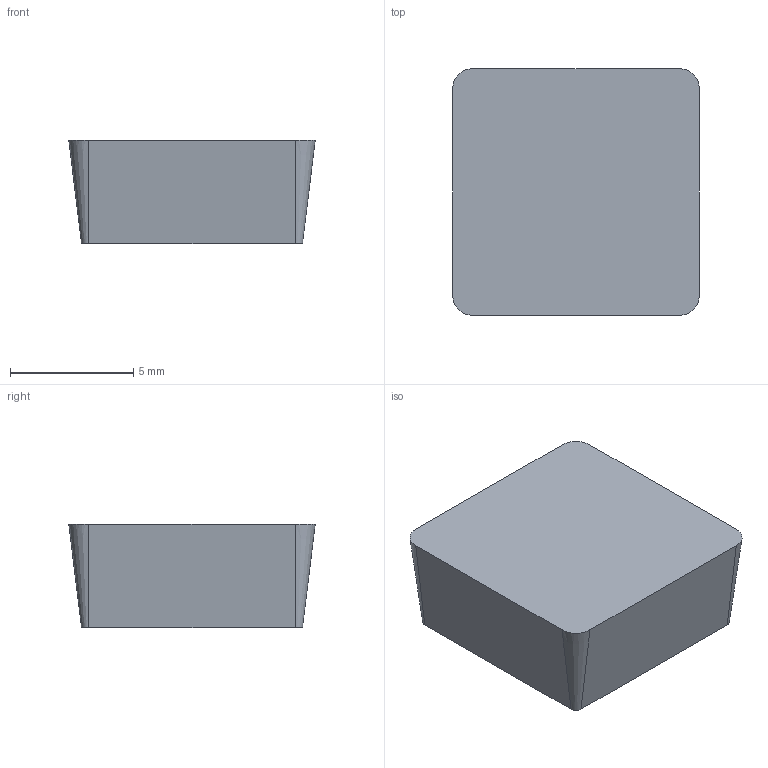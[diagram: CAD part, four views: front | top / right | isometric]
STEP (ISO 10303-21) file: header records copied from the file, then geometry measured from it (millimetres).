
FILE_DESCRIPTION(('no description'),'unknown implementation level');
FILE_NAME('solidgNCrmGSEL1wUjxbLgvPH4c_H_Yg_1.STP',' ',('CIMSOURCE GmbH'),('CADClick - KiM GmbH - www.kimweb.de'),'unknown preprocess','ACIS','unknown authorization');
FILE_SCHEMA(('automotive_design'));
Length unit declared in the file: millimetre
Products named in the file (1): 1
Bounding box: 10 x 10 x 4.2 mm (x, y, z)
Volume: 377 mm3; surface area: 336.4 mm2
Topology: 1 solids, 1 shells, 10 faces, 24 edges, 16 vertices
Faces by surface type: plane 6, cone 4
Entity records: 610 total; most frequent: DIRECTION 58, CARTESIAN_POINT 53, STYLED_ITEM 51, PRESENTATION_STYLE_ASSIGNMENT 51, COLOUR_RGB 51, ORIENTED_EDGE 48, EDGE_CURVE 24, CURVE_STYLE 24
